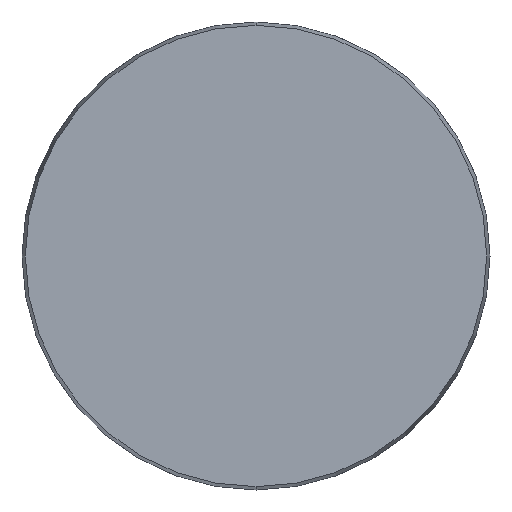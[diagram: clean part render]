
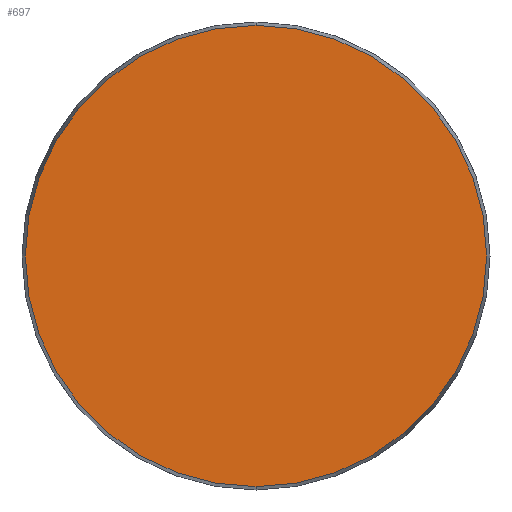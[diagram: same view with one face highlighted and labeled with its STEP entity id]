
A CAD part, front view. The second image highlights one B-rep face of the part: STEP entity #697.
In plain terms, the highlighted planar face has unit normal (0, -1, 0).
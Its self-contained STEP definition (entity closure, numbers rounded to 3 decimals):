
#2 = CARTESIAN_POINT ( 'NONE',  ( 0., 0., -59.143 ) ) ;
#14 = DIRECTION ( 'NONE',  ( 0., -1., 0. ) ) ;
#31 = CARTESIAN_POINT ( 'NONE',  ( 0., 0., 0. ) ) ;
#100 = CARTESIAN_POINT ( 'NONE',  ( 0., 0., 0. ) ) ;
#171 = ORIENTED_EDGE ( 'NONE', *, *, #994, .T. ) ;
#202 = DIRECTION ( 'NONE',  ( 0., 1., 0. ) ) ;
#226 = EDGE_CURVE ( 'NONE', #853, #700, #973, .T. ) ;
#234 = AXIS2_PLACEMENT_3D ( 'NONE', #31, #651, #574 ) ;
#245 = DIRECTION ( 'NONE',  ( 0., 0., -1. ) ) ;
#270 = FACE_OUTER_BOUND ( 'NONE', #895, .T. ) ;
#357 = DIRECTION ( 'NONE',  ( 0., 0., 1. ) ) ;
#413 = AXIS2_PLACEMENT_3D ( 'NONE', #100, #14, #245 ) ;
#452 = CARTESIAN_POINT ( 'NONE',  ( 0., 0., 59.143 ) ) ;
#503 = ORIENTED_EDGE ( 'NONE', *, *, #226, .T. ) ;
#574 = DIRECTION ( 'NONE',  ( 0., 0., -1. ) ) ;
#604 = PLANE ( 'NONE',  #778 ) ;
#614 = CARTESIAN_POINT ( 'NONE',  ( -59.143, 0., 0. ) ) ;
#621 = CIRCLE ( 'NONE', #413, 59.143 ) ;
#651 = DIRECTION ( 'NONE',  ( 0., -1., 0. ) ) ;
#697 = ADVANCED_FACE ( 'NONE', ( #270 ), #604, .F. ) ;
#700 = VERTEX_POINT ( 'NONE', #452 ) ;
#778 = AXIS2_PLACEMENT_3D ( 'NONE', #614, #202, #357 ) ;
#853 = VERTEX_POINT ( 'NONE', #2 ) ;
#895 = EDGE_LOOP ( 'NONE', ( #171, #503 ) ) ;
#973 = CIRCLE ( 'NONE', #234, 59.143 ) ;
#994 = EDGE_CURVE ( 'NONE', #700, #853, #621, .T. ) ;
